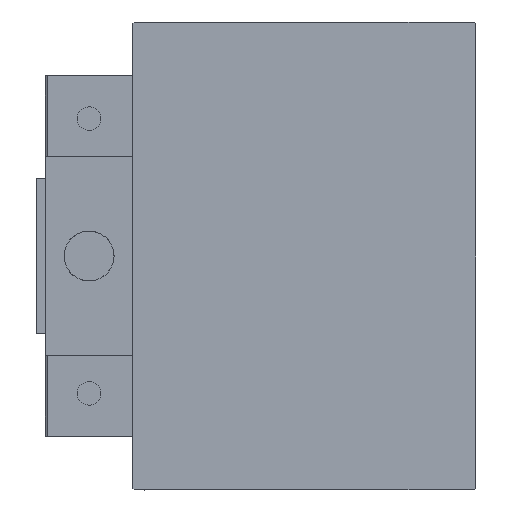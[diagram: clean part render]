
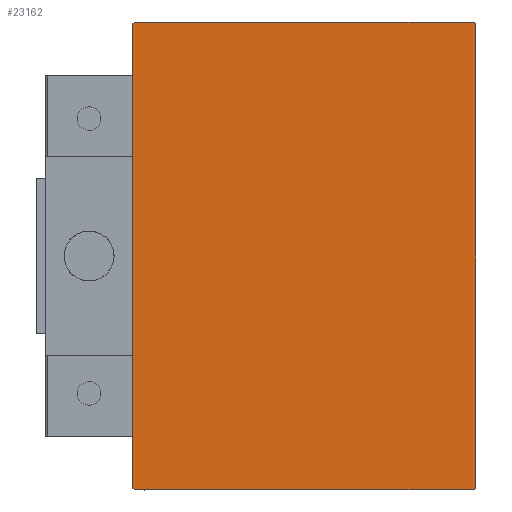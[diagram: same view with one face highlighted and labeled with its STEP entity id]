
A CAD part, left-side view. The second image highlights one B-rep face of the part: STEP entity #23162.
In plain terms, the highlighted face is planar.
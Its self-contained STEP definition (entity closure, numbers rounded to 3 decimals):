
#209 = AXIS2_PLACEMENT_3D ( 'NONE', #18709, #10429, #21855 ) ;
#1013 = VECTOR ( 'NONE', #46725, 1000. ) ;
#1994 = DIRECTION ( 'NONE',  ( 0., -1., 0. ) ) ;
#2590 = CARTESIAN_POINT ( 'NONE',  ( 135., 27.2, -37.5 ) ) ;
#2985 = VECTOR ( 'NONE', #27146, 1000. ) ;
#3135 = CARTESIAN_POINT ( 'NONE',  ( 135., 32.35, 32.35 ) ) ;
#4220 = CARTESIAN_POINT ( 'NONE',  ( 135., 27.5, -37.2 ) ) ;
#4377 = VERTEX_POINT ( 'NONE', #41924 ) ;
#4851 = CARTESIAN_POINT ( 'NONE',  ( 135., -27.5, 37.5 ) ) ;
#6798 = VERTEX_POINT ( 'NONE', #29596 ) ;
#7759 = VERTEX_POINT ( 'NONE', #2590 ) ;
#7907 = LINE ( 'NONE', #19572, #2985 ) ;
#8411 = EDGE_CURVE ( 'NONE', #21669, #7759, #40555, .T. ) ;
#8952 = CARTESIAN_POINT ( 'NONE',  ( 135., 27.5, -37.5 ) ) ;
#9005 = LINE ( 'NONE', #21709, #46424 ) ;
#10429 = DIRECTION ( 'NONE',  ( 1., 0., 0. ) ) ;
#10863 = VECTOR ( 'NONE', #37229, 1000. ) ;
#10936 = PLANE ( 'NONE',  #209 ) ;
#12675 = VERTEX_POINT ( 'NONE', #4220 ) ;
#13253 = VERTEX_POINT ( 'NONE', #36976 ) ;
#13588 = CARTESIAN_POINT ( 'NONE',  ( 135., -27.2, -37.5 ) ) ;
#14714 = VECTOR ( 'NONE', #17447, 1000. ) ;
#15770 = ORIENTED_EDGE ( 'NONE', *, *, #34182, .T. ) ;
#17289 = ORIENTED_EDGE ( 'NONE', *, *, #46977, .T. ) ;
#17447 = DIRECTION ( 'NONE',  ( 0., 1., 0. ) ) ;
#18709 = CARTESIAN_POINT ( 'NONE',  ( 135., 0., 0. ) ) ;
#18883 = CARTESIAN_POINT ( 'NONE',  ( 135., -32.35, -32.35 ) ) ;
#19572 = CARTESIAN_POINT ( 'NONE',  ( 135., 32.35, -32.35 ) ) ;
#20890 = ORIENTED_EDGE ( 'NONE', *, *, #34879, .T. ) ;
#21398 = LINE ( 'NONE', #8952, #10863 ) ;
#21669 = VERTEX_POINT ( 'NONE', #13588 ) ;
#21709 = CARTESIAN_POINT ( 'NONE',  ( 135., 27.5, 37.5 ) ) ;
#21855 = DIRECTION ( 'NONE',  ( 0., 0., -1. ) ) ;
#22301 = EDGE_CURVE ( 'NONE', #4377, #47103, #39457, .T. ) ;
#22685 = EDGE_CURVE ( 'NONE', #13253, #21669, #38634, .T. ) ;
#23162 = ADVANCED_FACE ( 'NONE', ( #30679 ), #10936, .T. ) ;
#24252 = VECTOR ( 'NONE', #31372, 1000. ) ;
#24308 = VERTEX_POINT ( 'NONE', #33334 ) ;
#25411 = VECTOR ( 'NONE', #36502, 1000. ) ;
#27146 = DIRECTION ( 'NONE',  ( 0., 0.707, 0.707 ) ) ;
#28641 = EDGE_LOOP ( 'NONE', ( #31708, #15770, #29619, #17289, #31868, #30617, #20890, #43467 ) ) ;
#29596 = CARTESIAN_POINT ( 'NONE',  ( 135., 27.2, 37.5 ) ) ;
#29619 = ORIENTED_EDGE ( 'NONE', *, *, #48715, .T. ) ;
#30617 = ORIENTED_EDGE ( 'NONE', *, *, #22301, .T. ) ;
#30679 = FACE_OUTER_BOUND ( 'NONE', #28641, .T. ) ;
#30925 = CARTESIAN_POINT ( 'NONE',  ( 135., -32.35, 32.35 ) ) ;
#31372 = DIRECTION ( 'NONE',  ( 0., 0.707, -0.707 ) ) ;
#31708 = ORIENTED_EDGE ( 'NONE', *, *, #8411, .T. ) ;
#31868 = ORIENTED_EDGE ( 'NONE', *, *, #43536, .T. ) ;
#33334 = CARTESIAN_POINT ( 'NONE',  ( 135., 27.5, 37.2 ) ) ;
#34182 = EDGE_CURVE ( 'NONE', #7759, #12675, #7907, .T. ) ;
#34879 = EDGE_CURVE ( 'NONE', #47103, #13253, #51330, .T. ) ;
#35803 = CARTESIAN_POINT ( 'NONE',  ( 135., -27.5, 37.2 ) ) ;
#36502 = DIRECTION ( 'NONE',  ( 0., 0., -1. ) ) ;
#36675 = CARTESIAN_POINT ( 'NONE',  ( 135., -27.5, -37.5 ) ) ;
#36976 = CARTESIAN_POINT ( 'NONE',  ( 135., -27.5, -37.2 ) ) ;
#37229 = DIRECTION ( 'NONE',  ( 0., 0., 1. ) ) ;
#38634 = LINE ( 'NONE', #18883, #24252 ) ;
#38681 = LINE ( 'NONE', #3135, #49752 ) ;
#39457 = LINE ( 'NONE', #30925, #1013 ) ;
#40555 = LINE ( 'NONE', #36675, #14714 ) ;
#41924 = CARTESIAN_POINT ( 'NONE',  ( 135., -27.2, 37.5 ) ) ;
#43467 = ORIENTED_EDGE ( 'NONE', *, *, #22685, .T. ) ;
#43536 = EDGE_CURVE ( 'NONE', #6798, #4377, #9005, .T. ) ;
#46424 = VECTOR ( 'NONE', #1994, 1000. ) ;
#46725 = DIRECTION ( 'NONE',  ( 0., -0.707, -0.707 ) ) ;
#46977 = EDGE_CURVE ( 'NONE', #24308, #6798, #38681, .T. ) ;
#47103 = VERTEX_POINT ( 'NONE', #35803 ) ;
#48715 = EDGE_CURVE ( 'NONE', #12675, #24308, #21398, .T. ) ;
#49752 = VECTOR ( 'NONE', #51116, 1000. ) ;
#51116 = DIRECTION ( 'NONE',  ( 0., -0.707, 0.707 ) ) ;
#51330 = LINE ( 'NONE', #4851, #25411 ) ;
